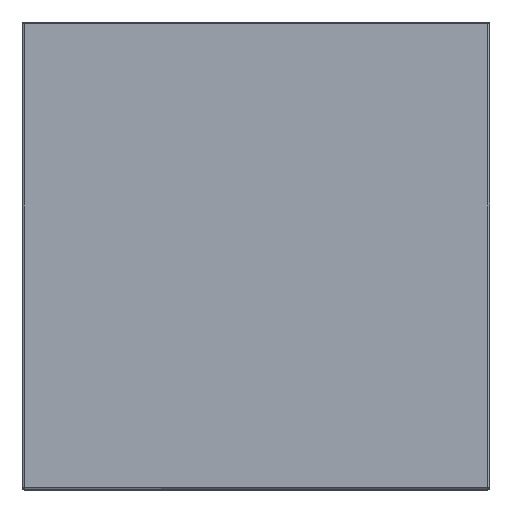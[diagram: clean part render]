
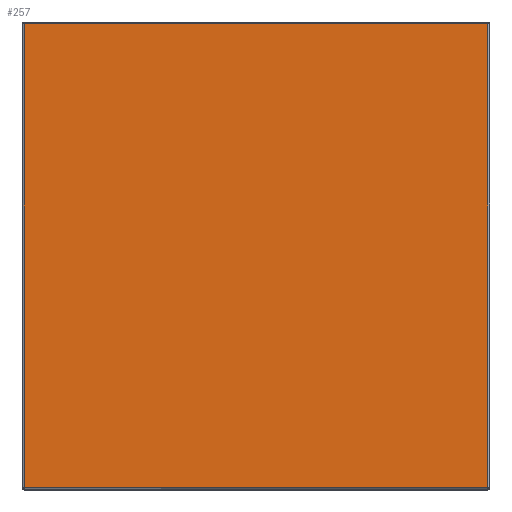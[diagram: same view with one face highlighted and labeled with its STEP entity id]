
A CAD part, top view. The second image highlights one B-rep face of the part: STEP entity #257.
In plain terms, the highlighted planar face has unit normal (0, 0, -1).
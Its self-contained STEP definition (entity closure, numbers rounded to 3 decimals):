
#257=ADVANCED_FACE($,(#683),#4625,.T.);
#683=FACE_OUTER_BOUND($,#1126,.T.);
#1126=EDGE_LOOP($,(#2291,#2292,#2293,#2294));
#2291=ORIENTED_EDGE($,*,*,#3618,.F.);
#2292=ORIENTED_EDGE($,*,*,#3599,.F.);
#2293=ORIENTED_EDGE($,*,*,#3603,.F.);
#2294=ORIENTED_EDGE($,*,*,#3620,.F.);
#3599=EDGE_CURVE($,#4356,#4357,#5630,.T.);
#3603=EDGE_CURVE($,#4359,#4356,#5632,.T.);
#3618=EDGE_CURVE($,#4357,#4361,#5636,.T.);
#3620=EDGE_CURVE($,#4361,#4359,#5637,.T.);
#4356=VERTEX_POINT($,#11784);
#4357=VERTEX_POINT($,#11785);
#4359=VERTEX_POINT($,#11787);
#4361=VERTEX_POINT($,#11789);
#4625=PLANE($,#6070);
#5630=B_SPLINE_CURVE_WITH_KNOTS($,1,(#10420,#10421),.UNSPECIFIED.,.F.,.F.,
(2,2),(0.,139.),.UNSPECIFIED.);
#5632=B_SPLINE_CURVE_WITH_KNOTS($,1,(#10430,#10431),.UNSPECIFIED.,.F.,.F.,
(2,2),(0.,139.),.UNSPECIFIED.);
#5636=B_SPLINE_CURVE_WITH_KNOTS($,1,(#10471,#10472),.UNSPECIFIED.,.F.,.F.,
(2,2),(0.,139.),.UNSPECIFIED.);
#5637=B_SPLINE_CURVE_WITH_KNOTS($,1,(#10476,#10477),.UNSPECIFIED.,.F.,.F.,
(2,2),(0.,139.),.UNSPECIFIED.);
#6070=AXIS2_PLACEMENT_3D($,#11145,#6151,$);
#6151=DIRECTION($,(0.,0.,-1.));
#10420=CARTESIAN_POINT($,(-69.5,69.5,142.));
#10421=CARTESIAN_POINT($,(-69.5,-69.5,142.));
#10430=CARTESIAN_POINT($,(69.5,69.5,142.));
#10431=CARTESIAN_POINT($,(-69.5,69.5,142.));
#10471=CARTESIAN_POINT($,(-69.5,-69.5,142.));
#10472=CARTESIAN_POINT($,(69.5,-69.5,142.));
#10476=CARTESIAN_POINT($,(69.5,-69.5,142.));
#10477=CARTESIAN_POINT($,(69.5,69.5,142.));
#11145=CARTESIAN_POINT($,(69.5,69.5,142.));
#11784=CARTESIAN_POINT($,(-69.5,69.5,142.));
#11785=CARTESIAN_POINT($,(-69.5,-69.5,142.));
#11787=CARTESIAN_POINT($,(69.5,69.5,142.));
#11789=CARTESIAN_POINT($,(69.5,-69.5,142.));
